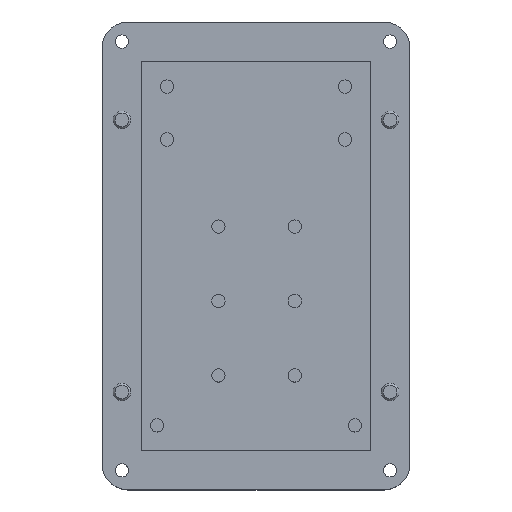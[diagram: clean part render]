
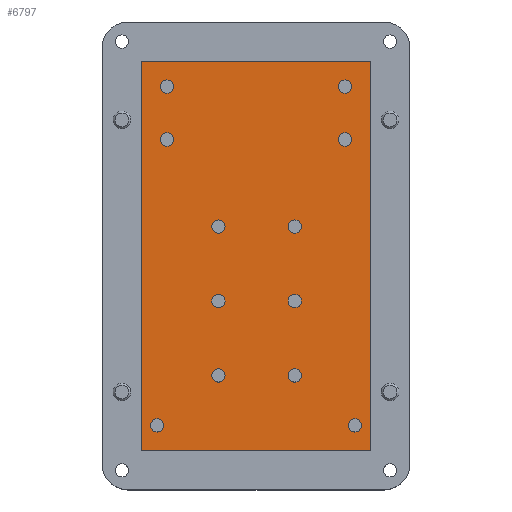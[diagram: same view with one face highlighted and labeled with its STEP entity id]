
A CAD part, top view. The second image highlights one B-rep face of the part: STEP entity #6797.
In plain terms, the highlighted planar face has unit normal (0, 0, 1).
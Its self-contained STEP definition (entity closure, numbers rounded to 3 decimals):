
#651=FACE_BOUND('',#1326,.T.);
#652=FACE_BOUND('',#1327,.T.);
#653=FACE_BOUND('',#1328,.T.);
#654=FACE_BOUND('',#1329,.T.);
#655=FACE_BOUND('',#1330,.T.);
#656=FACE_BOUND('',#1331,.T.);
#657=FACE_BOUND('',#1332,.T.);
#658=FACE_BOUND('',#1333,.T.);
#659=FACE_BOUND('',#1334,.T.);
#660=FACE_BOUND('',#1335,.T.);
#661=FACE_BOUND('',#1336,.T.);
#662=FACE_BOUND('',#1337,.T.);
#734=PLANE('',#7247);
#931=FACE_OUTER_BOUND('',#1325,.T.);
#1325=EDGE_LOOP('',(#4785,#4786,#4787,#4788,#4789,#4790,#4791,#4792));
#1326=EDGE_LOOP('',(#4793));
#1327=EDGE_LOOP('',(#4794));
#1328=EDGE_LOOP('',(#4795));
#1329=EDGE_LOOP('',(#4796));
#1330=EDGE_LOOP('',(#4797));
#1331=EDGE_LOOP('',(#4798));
#1332=EDGE_LOOP('',(#4799));
#1333=EDGE_LOOP('',(#4800));
#1334=EDGE_LOOP('',(#4801));
#1335=EDGE_LOOP('',(#4802));
#1336=EDGE_LOOP('',(#4803));
#1337=EDGE_LOOP('',(#4804));
#1771=LINE('',#8675,#2323);
#1772=LINE('',#8679,#2324);
#1773=LINE('',#8681,#2325);
#1774=LINE('',#8683,#2326);
#1775=LINE('',#8685,#2327);
#1776=LINE('',#8687,#2328);
#1777=LINE('',#8689,#2329);
#1778=LINE('',#8690,#2330);
#2323=VECTOR('',#7629,10.);
#2324=VECTOR('',#7634,10.);
#2325=VECTOR('',#7635,10.);
#2326=VECTOR('',#7636,10.);
#2327=VECTOR('',#7637,10.);
#2328=VECTOR('',#7638,10.);
#2329=VECTOR('',#7639,10.);
#2330=VECTOR('',#7640,10.);
#2846=CIRCLE('',#7191,1.7);
#2848=CIRCLE('',#7195,1.7);
#2850=CIRCLE('',#7199,1.7);
#2852=CIRCLE('',#7203,1.7);
#2854=CIRCLE('',#7207,1.7);
#2856=CIRCLE('',#7211,1.7);
#2858=CIRCLE('',#7215,1.7);
#2860=CIRCLE('',#7219,1.7);
#2864=CIRCLE('',#7248,1.7);
#2865=CIRCLE('',#7249,1.7);
#2866=CIRCLE('',#7250,1.7);
#2867=CIRCLE('',#7251,1.7);
#2910=VERTEX_POINT('',#8541);
#2912=VERTEX_POINT('',#8548);
#2914=VERTEX_POINT('',#8555);
#2916=VERTEX_POINT('',#8562);
#2918=VERTEX_POINT('',#8569);
#2920=VERTEX_POINT('',#8576);
#2922=VERTEX_POINT('',#8583);
#2924=VERTEX_POINT('',#8590);
#2953=VERTEX_POINT('',#8672);
#2954=VERTEX_POINT('',#8674);
#2955=VERTEX_POINT('',#8678);
#2956=VERTEX_POINT('',#8680);
#2957=VERTEX_POINT('',#8682);
#2958=VERTEX_POINT('',#8684);
#2959=VERTEX_POINT('',#8686);
#2960=VERTEX_POINT('',#8688);
#2961=VERTEX_POINT('',#8691);
#2962=VERTEX_POINT('',#8693);
#2963=VERTEX_POINT('',#8695);
#2964=VERTEX_POINT('',#8697);
#3619=EDGE_CURVE('',#2910,#2910,#2846,.T.);
#3622=EDGE_CURVE('',#2912,#2912,#2848,.T.);
#3625=EDGE_CURVE('',#2914,#2914,#2850,.T.);
#3628=EDGE_CURVE('',#2916,#2916,#2852,.T.);
#3631=EDGE_CURVE('',#2918,#2918,#2854,.T.);
#3634=EDGE_CURVE('',#2920,#2920,#2856,.T.);
#3637=EDGE_CURVE('',#2922,#2922,#2858,.T.);
#3640=EDGE_CURVE('',#2924,#2924,#2860,.T.);
#3680=EDGE_CURVE('',#2953,#2954,#1771,.T.);
#3682=EDGE_CURVE('',#2955,#2953,#1772,.T.);
#3683=EDGE_CURVE('',#2956,#2955,#1773,.T.);
#3684=EDGE_CURVE('',#2957,#2956,#1774,.T.);
#3685=EDGE_CURVE('',#2958,#2957,#1775,.T.);
#3686=EDGE_CURVE('',#2959,#2958,#1776,.T.);
#3687=EDGE_CURVE('',#2960,#2959,#1777,.T.);
#3688=EDGE_CURVE('',#2954,#2960,#1778,.T.);
#3689=EDGE_CURVE('',#2961,#2961,#2864,.T.);
#3690=EDGE_CURVE('',#2962,#2962,#2865,.T.);
#3691=EDGE_CURVE('',#2963,#2963,#2866,.T.);
#3692=EDGE_CURVE('',#2964,#2964,#2867,.T.);
#4785=ORIENTED_EDGE('',*,*,#3680,.F.);
#4786=ORIENTED_EDGE('',*,*,#3682,.F.);
#4787=ORIENTED_EDGE('',*,*,#3683,.F.);
#4788=ORIENTED_EDGE('',*,*,#3684,.F.);
#4789=ORIENTED_EDGE('',*,*,#3685,.F.);
#4790=ORIENTED_EDGE('',*,*,#3686,.F.);
#4791=ORIENTED_EDGE('',*,*,#3687,.F.);
#4792=ORIENTED_EDGE('',*,*,#3688,.F.);
#4793=ORIENTED_EDGE('',*,*,#3619,.T.);
#4794=ORIENTED_EDGE('',*,*,#3622,.T.);
#4795=ORIENTED_EDGE('',*,*,#3625,.T.);
#4796=ORIENTED_EDGE('',*,*,#3628,.T.);
#4797=ORIENTED_EDGE('',*,*,#3631,.T.);
#4798=ORIENTED_EDGE('',*,*,#3634,.T.);
#4799=ORIENTED_EDGE('',*,*,#3637,.T.);
#4800=ORIENTED_EDGE('',*,*,#3640,.T.);
#4801=ORIENTED_EDGE('',*,*,#3689,.F.);
#4802=ORIENTED_EDGE('',*,*,#3690,.F.);
#4803=ORIENTED_EDGE('',*,*,#3691,.F.);
#4804=ORIENTED_EDGE('',*,*,#3692,.F.);
#6797=ADVANCED_FACE('',(#931,#651,#652,#653,#654,#655,#656,#657,#658,#659,
#660,#661,#662),#734,.T.);
#7191=AXIS2_PLACEMENT_3D('',#8543,#7486,#7487);
#7195=AXIS2_PLACEMENT_3D('',#8550,#7495,#7496);
#7199=AXIS2_PLACEMENT_3D('',#8557,#7504,#7505);
#7203=AXIS2_PLACEMENT_3D('',#8564,#7513,#7514);
#7207=AXIS2_PLACEMENT_3D('',#8571,#7522,#7523);
#7211=AXIS2_PLACEMENT_3D('',#8578,#7531,#7532);
#7215=AXIS2_PLACEMENT_3D('',#8585,#7540,#7541);
#7219=AXIS2_PLACEMENT_3D('',#8592,#7549,#7550);
#7247=AXIS2_PLACEMENT_3D('',#8677,#7632,#7633);
#7248=AXIS2_PLACEMENT_3D('',#8692,#7641,#7642);
#7249=AXIS2_PLACEMENT_3D('',#8694,#7643,#7644);
#7250=AXIS2_PLACEMENT_3D('',#8696,#7645,#7646);
#7251=AXIS2_PLACEMENT_3D('',#8698,#7647,#7648);
#7486=DIRECTION('center_axis',(0.,0.,-1.));
#7487=DIRECTION('ref_axis',(-1.,0.,0.));
#7495=DIRECTION('center_axis',(0.,0.,-1.));
#7496=DIRECTION('ref_axis',(-1.,0.,0.));
#7504=DIRECTION('center_axis',(0.,0.,-1.));
#7505=DIRECTION('ref_axis',(-1.,0.,0.));
#7513=DIRECTION('center_axis',(0.,0.,-1.));
#7514=DIRECTION('ref_axis',(-1.,0.,0.));
#7522=DIRECTION('center_axis',(0.,0.,-1.));
#7523=DIRECTION('ref_axis',(-1.,0.,0.));
#7531=DIRECTION('center_axis',(0.,0.,-1.));
#7532=DIRECTION('ref_axis',(-1.,0.,0.));
#7540=DIRECTION('center_axis',(0.,0.,-1.));
#7541=DIRECTION('ref_axis',(-1.,0.,0.));
#7549=DIRECTION('center_axis',(0.,0.,-1.));
#7550=DIRECTION('ref_axis',(-1.,0.,0.));
#7629=DIRECTION('',(0.,1.,0.));
#7632=DIRECTION('center_axis',(0.,0.,1.));
#7633=DIRECTION('ref_axis',(1.,0.,0.));
#7634=DIRECTION('',(1.,0.,0.));
#7635=DIRECTION('',(0.,1.,0.));
#7636=DIRECTION('',(-1.,0.,0.));
#7637=DIRECTION('',(0.,-1.,0.));
#7638=DIRECTION('',(1.,0.,0.));
#7639=DIRECTION('',(0.,-1.,0.));
#7640=DIRECTION('',(1.,0.,0.));
#7641=DIRECTION('center_axis',(0.,0.,1.));
#7642=DIRECTION('ref_axis',(1.,0.,0.));
#7643=DIRECTION('center_axis',(0.,0.,1.));
#7644=DIRECTION('ref_axis',(1.,0.,0.));
#7645=DIRECTION('center_axis',(0.,0.,1.));
#7646=DIRECTION('ref_axis',(1.,0.,0.));
#7647=DIRECTION('center_axis',(0.,0.,1.));
#7648=DIRECTION('ref_axis',(1.,0.,0.));
#8541=CARTESIAN_POINT('',(11.6,-30.5,3.));
#8543=CARTESIAN_POINT('Origin',(9.9,-30.5,3.));
#8548=CARTESIAN_POINT('',(-7.9,7.5,3.));
#8550=CARTESIAN_POINT('Origin',(-9.6,7.5,3.));
#8555=CARTESIAN_POINT('',(-21.05,29.75,3.));
#8557=CARTESIAN_POINT('Origin',(-22.75,29.75,3.));
#8562=CARTESIAN_POINT('',(-7.9,-11.5,3.));
#8564=CARTESIAN_POINT('Origin',(-9.6,-11.5,3.));
#8569=CARTESIAN_POINT('',(-7.9,-30.5,3.));
#8571=CARTESIAN_POINT('Origin',(-9.6,-30.5,3.));
#8576=CARTESIAN_POINT('',(11.6,7.5,3.));
#8578=CARTESIAN_POINT('Origin',(9.9,7.5,3.));
#8583=CARTESIAN_POINT('',(24.45,29.75,3.));
#8585=CARTESIAN_POINT('Origin',(22.75,29.75,3.));
#8590=CARTESIAN_POINT('',(11.6,-11.5,3.));
#8592=CARTESIAN_POINT('Origin',(9.9,-11.5,3.));
#8672=CARTESIAN_POINT('',(-5.5,49.75,3.));
#8674=CARTESIAN_POINT('',(-5.5,58.75,3.));
#8675=CARTESIAN_POINT('',(-5.5,29.875,3.));
#8677=CARTESIAN_POINT('Origin',(0.,0.,
3.));
#8678=CARTESIAN_POINT('',(-29.25,49.75,3.));
#8679=CARTESIAN_POINT('',(-14.625,49.75,3.));
#8680=CARTESIAN_POINT('',(-29.25,-49.75,3.));
#8681=CARTESIAN_POINT('',(-29.25,-24.875,3.));
#8682=CARTESIAN_POINT('',(29.25,-49.75,3.));
#8683=CARTESIAN_POINT('',(14.625,-49.75,3.));
#8684=CARTESIAN_POINT('',(29.25,49.75,3.));
#8685=CARTESIAN_POINT('',(29.25,24.875,3.));
#8686=CARTESIAN_POINT('',(5.5,49.75,3.));
#8687=CARTESIAN_POINT('',(-14.625,49.75,3.));
#8688=CARTESIAN_POINT('',(5.5,58.75,3.));
#8689=CARTESIAN_POINT('',(5.5,29.875,3.));
#8690=CARTESIAN_POINT('',(19.625,58.75,3.));
#8691=CARTESIAN_POINT('',(23.55,-43.25,3.));
#8692=CARTESIAN_POINT('Origin',(25.25,-43.25,3.));
#8693=CARTESIAN_POINT('',(-26.95,-43.25,3.));
#8694=CARTESIAN_POINT('Origin',(-25.25,-43.25,3.));
#8695=CARTESIAN_POINT('',(-24.45,43.25,3.));
#8696=CARTESIAN_POINT('Origin',(-22.75,43.25,3.));
#8697=CARTESIAN_POINT('',(21.05,43.25,3.));
#8698=CARTESIAN_POINT('Origin',(22.75,43.25,3.));
